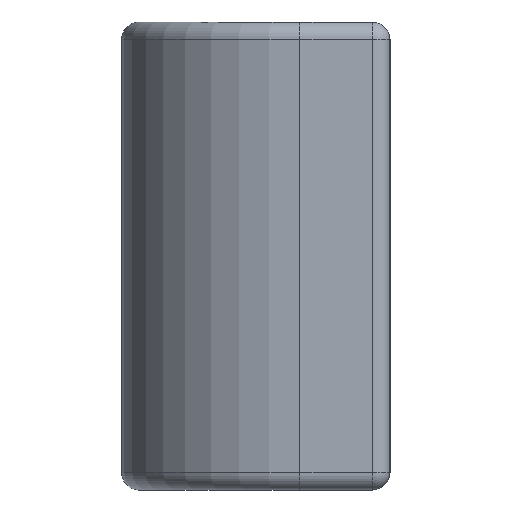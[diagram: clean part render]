
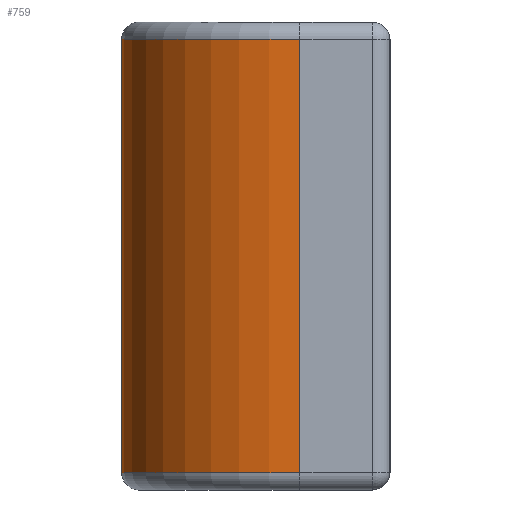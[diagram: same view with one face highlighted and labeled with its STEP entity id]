
A CAD part, left-side view. The second image highlights one B-rep face of the part: STEP entity #759.
In plain terms, the highlighted cylindrical face has radius 7.836 mm (diameter 15.672 mm), a partial arc.
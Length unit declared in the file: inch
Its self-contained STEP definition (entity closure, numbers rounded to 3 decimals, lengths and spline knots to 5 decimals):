
#75 = CARTESIAN_POINT ( 'NONE',  ( -0.9955, 0.1565, 0.375 ) ) ;
#182 = CARTESIAN_POINT ( 'NONE',  ( -0.3785, 0.1565, -0.375 ) ) ;
#216 = FACE_OUTER_BOUND ( 'NONE', #351, .T. ) ;
#217 = EDGE_CURVE ( 'NONE', #2333, #2408, #404, .T. ) ;
#234 = AXIS2_PLACEMENT_3D ( 'NONE', #1202, #3122, #1476 ) ;
#241 = AXIS2_PLACEMENT_3D ( 'NONE', #2693, #1062, #2983 ) ;
#351 = EDGE_LOOP ( 'NONE', ( #1951, #3462, #2655, #3392 ) ) ;
#404 = LINE ( 'NONE', #75, #1785 ) ;
#554 = CIRCLE ( 'NONE', #241, 0.3085 ) ;
#742 = EDGE_CURVE ( 'NONE', #2656, #2333, #554, .T. ) ;
#754 = EDGE_CURVE ( 'NONE', #2656, #3178, #949, .T. ) ;
#759 = ADVANCED_FACE ( 'NONE', ( #216 ), #1993, .T. ) ;
#793 = DIRECTION ( 'NONE',  ( 0., 0., -1. ) ) ;
#949 = LINE ( 'NONE', #2710, #1699 ) ;
#1019 = DIRECTION ( 'NONE',  ( 0., 0., -1. ) ) ;
#1062 = DIRECTION ( 'NONE',  ( 0., 0., 1. ) ) ;
#1089 = DIRECTION ( 'NONE',  ( 1., 0., 0. ) ) ;
#1202 = CARTESIAN_POINT ( 'NONE',  ( -0.687, 0.1565, -0.375 ) ) ;
#1364 = CARTESIAN_POINT ( 'NONE',  ( -0.687, 0.1565, 0. ) ) ;
#1476 = DIRECTION ( 'NONE',  ( 1., 0., 0. ) ) ;
#1699 = VECTOR ( 'NONE', #793, 39.37008 ) ;
#1785 = VECTOR ( 'NONE', #1019, 39.37008 ) ;
#1951 = ORIENTED_EDGE ( 'NONE', *, *, #754, .T. ) ;
#1993 = CYLINDRICAL_SURFACE ( 'NONE', #2447, 0.3085 ) ;
#2175 = CARTESIAN_POINT ( 'NONE',  ( -0.9955, 0.1565, 0.375 ) ) ;
#2235 = CARTESIAN_POINT ( 'NONE',  ( -0.3785, 0.1565, 0.375 ) ) ;
#2333 = VERTEX_POINT ( 'NONE', #2175 ) ;
#2408 = VERTEX_POINT ( 'NONE', #3532 ) ;
#2447 = AXIS2_PLACEMENT_3D ( 'NONE', #1364, #3265, #1089 ) ;
#2655 = ORIENTED_EDGE ( 'NONE', *, *, #217, .F. ) ;
#2656 = VERTEX_POINT ( 'NONE', #2235 ) ;
#2693 = CARTESIAN_POINT ( 'NONE',  ( -0.687, 0.1565, 0.375 ) ) ;
#2710 = CARTESIAN_POINT ( 'NONE',  ( -0.3785, 0.1565, 0.375 ) ) ;
#2793 = EDGE_CURVE ( 'NONE', #3178, #2408, #3486, .T. ) ;
#2983 = DIRECTION ( 'NONE',  ( 1., 0., 0. ) ) ;
#3122 = DIRECTION ( 'NONE',  ( 0., 0., 1. ) ) ;
#3178 = VERTEX_POINT ( 'NONE', #182 ) ;
#3265 = DIRECTION ( 'NONE',  ( 0., 0., 1. ) ) ;
#3392 = ORIENTED_EDGE ( 'NONE', *, *, #742, .F. ) ;
#3462 = ORIENTED_EDGE ( 'NONE', *, *, #2793, .T. ) ;
#3486 = CIRCLE ( 'NONE', #234, 0.3085 ) ;
#3532 = CARTESIAN_POINT ( 'NONE',  ( -0.9955, 0.1565, -0.375 ) ) ;
